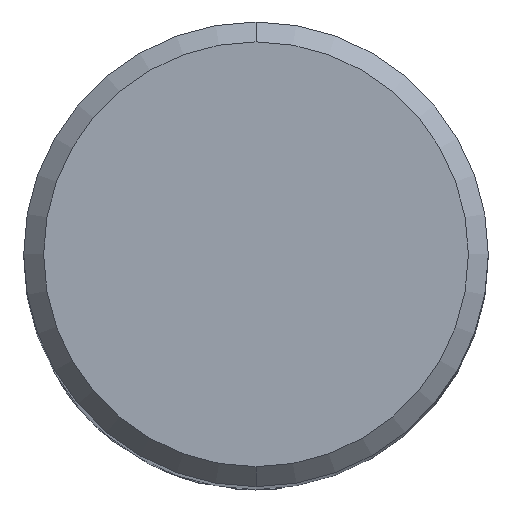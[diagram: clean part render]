
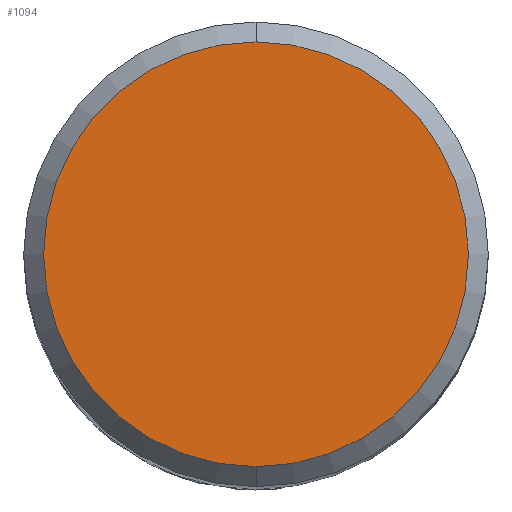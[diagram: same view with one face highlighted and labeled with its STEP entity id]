
A CAD part, top view. The second image highlights one B-rep face of the part: STEP entity #1094.
In plain terms, the highlighted planar face has unit normal (0, 0, 1).
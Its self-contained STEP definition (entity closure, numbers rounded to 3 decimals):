
#412=VERTEX_POINT('',#1144);
#648=EDGE_CURVE('',#412,#1028,#1402,.T.);
#874=EDGE_CURVE('',#1028,#412,#1645,.T.);
#1028=VERTEX_POINT('',#1812);
#1094=ADVANCED_FACE('',(#1887),#1888,.T.);
#1144=CARTESIAN_POINT('',(0.,-6.4,0.0));
#1402=CIRCLE('',#3894,6.4);
#1645=CIRCLE('',#5389,6.4);
#1812=CARTESIAN_POINT('',(0.0,6.4,0.0));
#1887=FACE_OUTER_BOUND('',#6832,.T.);
#1888=PLANE('',#6833);
#3894=AXIS2_PLACEMENT_3D('',#7147,#7148,#7149);
#5389=AXIS2_PLACEMENT_3D('',#7407,#7408,#7409);
#6832=EDGE_LOOP('',(#7715,#7716));
#6833=AXIS2_PLACEMENT_3D('',#7717,#7718,#7719);
#7147=CARTESIAN_POINT('',(0.0,0.0,0.0));
#7148=DIRECTION('',(0.0,0.0,-1.0));
#7149=DIRECTION('',(0.0,1.0,0.0));
#7407=CARTESIAN_POINT('',(0.0,0.0,0.0));
#7408=DIRECTION('',(0.0,0.0,-1.0));
#7409=DIRECTION('',(0.0,1.0,0.0));
#7715=ORIENTED_EDGE('',*,*,#874,.F.);
#7716=ORIENTED_EDGE('',*,*,#648,.F.);
#7717=CARTESIAN_POINT('',(0.0,3.2,0.0));
#7718=DIRECTION('',(-0.0,0.0,1.0));
#7719=DIRECTION('',(0.0,-1.0,0.0));
